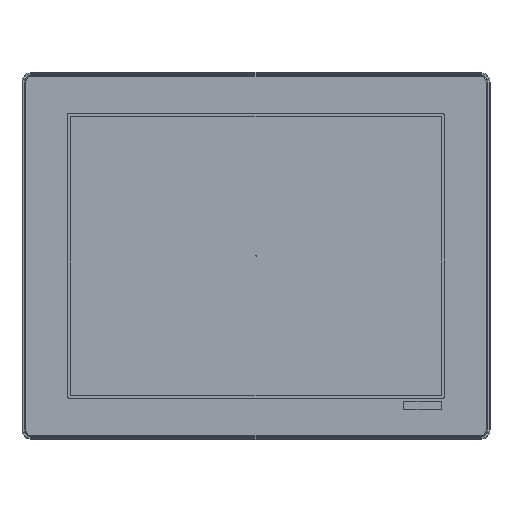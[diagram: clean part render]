
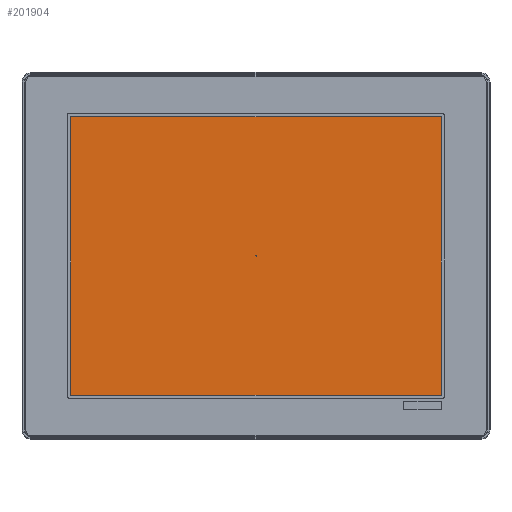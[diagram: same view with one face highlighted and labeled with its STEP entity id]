
A CAD part, top view. The second image highlights one B-rep face of the part: STEP entity #201904.
In plain terms, the highlighted planar face has unit normal (0, 0, 1).
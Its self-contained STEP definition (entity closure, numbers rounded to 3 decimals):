
#201666=CARTESIAN_POINT('',(153.,117.5,2.985));
#201667=VERTEX_POINT('',#201666);
#201674=CARTESIAN_POINT('',(155.,115.5,2.985));
#201675=VERTEX_POINT('',#201674);
#201676=CARTESIAN_POINT('',(153.,115.5,2.985));
#201677=DIRECTION('',(0.,0.,-1.0));
#201678=DIRECTION('',(0.707,0.707,0.));
#201679=AXIS2_PLACEMENT_3D('',#201676,#201677,#201678);
#201680=CIRCLE('',#201679,2.0);
#201681=EDGE_CURVE('',#201667,#201675,#201680,.T.);
#201705=CARTESIAN_POINT('',(-155.,117.5,2.985));
#201706=VERTEX_POINT('',#201705);
#201713=CARTESIAN_POINT('',(-155.,117.5,2.985));
#201714=DIRECTION('',(1.0,0.0,0.0));
#201715=VECTOR('',#201714,308.);
#201716=LINE('',#201713,#201715);
#201717=EDGE_CURVE('',#201706,#201667,#201716,.T.);
#201736=CARTESIAN_POINT('',(-155.,-115.5,2.985));
#201737=VERTEX_POINT('',#201736);
#201744=CARTESIAN_POINT('',(-155.,-115.5,2.985));
#201745=DIRECTION('',(0.0,1.0,0.0));
#201746=VECTOR('',#201745,233.0);
#201747=LINE('',#201744,#201746);
#201748=EDGE_CURVE('',#201737,#201706,#201747,.T.);
#201768=CARTESIAN_POINT('',(-153.,-117.5,2.985));
#201769=VERTEX_POINT('',#201768);
#201776=CARTESIAN_POINT('',(-153.,-115.5,2.985));
#201777=DIRECTION('',(0.,0.,-1.0));
#201778=DIRECTION('',(-0.707,-0.707,0.));
#201779=AXIS2_PLACEMENT_3D('',#201776,#201777,#201778);
#201780=CIRCLE('',#201779,2.0);
#201781=EDGE_CURVE('',#201769,#201737,#201780,.T.);
#201818=CARTESIAN_POINT('',(155.,-115.5,2.985));
#201819=VERTEX_POINT('',#201818);
#201820=CARTESIAN_POINT('',(155.,115.5,2.985));
#201821=DIRECTION('',(0.0,-1.0,0.0));
#201822=VECTOR('',#201821,231.0);
#201823=LINE('',#201820,#201822);
#201824=EDGE_CURVE('',#201675,#201819,#201823,.T.);
#201850=CARTESIAN_POINT('',(153.,-117.5,2.985));
#201851=VERTEX_POINT('',#201850);
#201852=CARTESIAN_POINT('',(153.,-115.5,2.985));
#201853=DIRECTION('',(0.,0.,-1.0));
#201854=DIRECTION('',(0.707,-0.707,0.));
#201855=AXIS2_PLACEMENT_3D('',#201852,#201853,#201854);
#201856=CIRCLE('',#201855,2.0);
#201857=EDGE_CURVE('',#201819,#201851,#201856,.T.);
#201880=CARTESIAN_POINT('',(153.,-117.5,2.985));
#201881=DIRECTION('',(-1.0,0.0,0.0));
#201882=VECTOR('',#201881,306.);
#201883=LINE('',#201880,#201882);
#201884=EDGE_CURVE('',#201851,#201769,#201883,.T.);
#201890=CARTESIAN_POINT('',(0.,0.,2.985));
#201891=DIRECTION('',(0.0,0.0,1.0));
#201892=DIRECTION('',(-1.0,0.0,0.0));
#201893=AXIS2_PLACEMENT_3D('',#201890,#201891,#201892);
#201894=PLANE('',#201893);
#201895=ORIENTED_EDGE('',*,*,#201681,.F.);
#201896=ORIENTED_EDGE('',*,*,#201717,.F.);
#201897=ORIENTED_EDGE('',*,*,#201748,.F.);
#201898=ORIENTED_EDGE('',*,*,#201781,.F.);
#201899=ORIENTED_EDGE('',*,*,#201884,.F.);
#201900=ORIENTED_EDGE('',*,*,#201857,.F.);
#201901=ORIENTED_EDGE('',*,*,#201824,.F.);
#201902=EDGE_LOOP('',(#201895,#201896,#201897,#201898,#201899,#201900,#201901));
#201903=FACE_OUTER_BOUND('',#201902,.T.);
#201904=ADVANCED_FACE('',(#201903),#201894,.T.);
